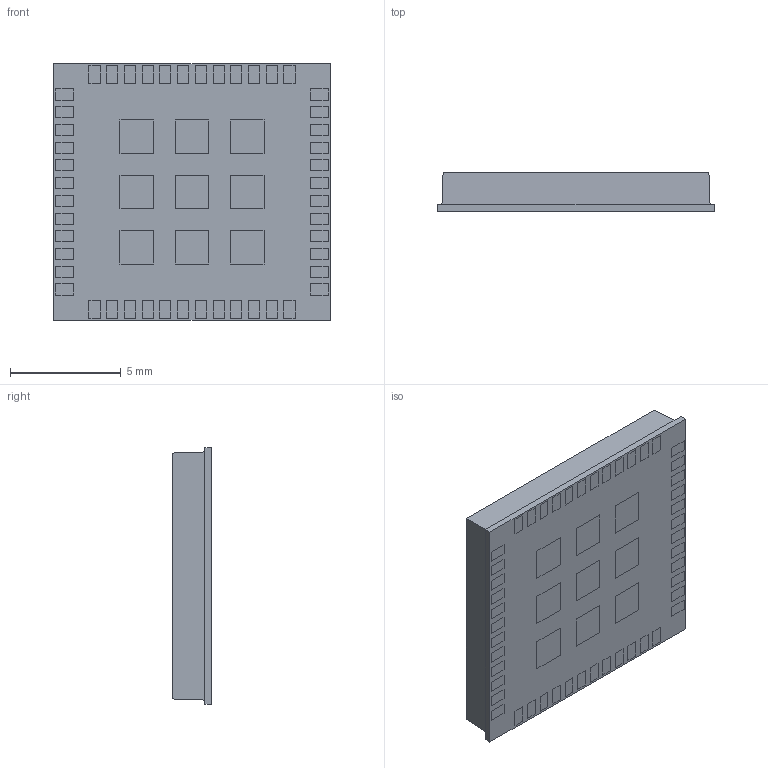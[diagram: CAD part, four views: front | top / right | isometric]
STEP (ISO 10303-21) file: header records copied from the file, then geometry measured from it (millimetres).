
FILE_DESCRIPTION (( 'STEP AP214' ), '1' );
FILE_NAME ('User Library-LORA.STEP', '2017-10-31T03:29:08', ( 'Windows User' ), ( '' ), 'SwSTEP 2.0', 'SolidWorks 2017', '' );
FILE_SCHEMA (( 'AUTOMOTIVE_DESIGN' ));
Length unit declared in the file: millimetre
Products named in the file (1): User Library-LORA
Bounding box: 12.5 x 1.76 x 11.6 mm (x, y, z)
Volume: 239.5 mm3; surface area: 372.2 mm2
Topology: 1 solids, 1 shells, 249 faces, 747 edges, 574 vertices
Faces by surface type: plane 207, bspline 40, cylinder 2
Entity records: 13590 total; most frequent: CARTESIAN_POINT 4139, ORIENTED_EDGE 1494, DIRECTION 1091, EDGE_CURVE 747, LINE 663, VECTOR 663, VERTEX_POINT 574, EDGE_LOOP 323
